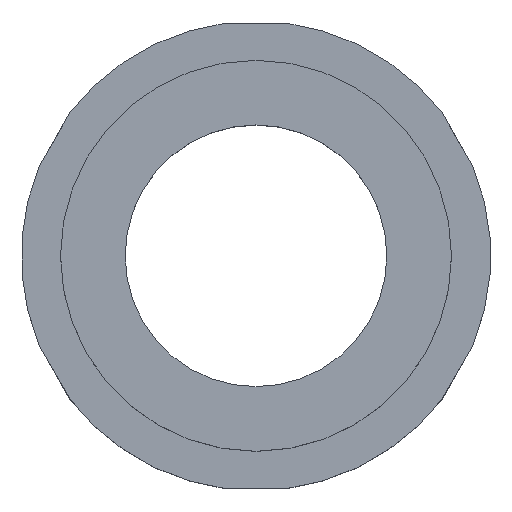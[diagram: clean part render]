
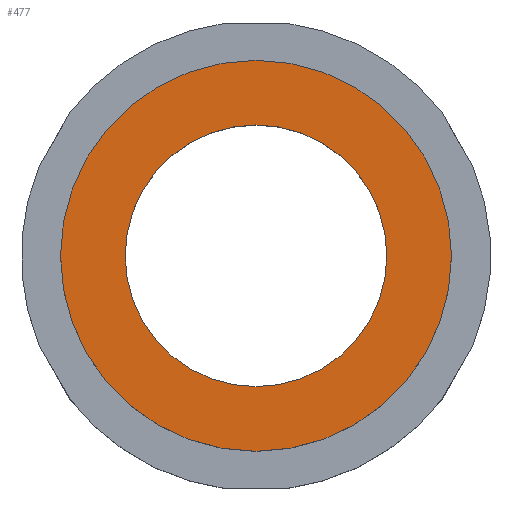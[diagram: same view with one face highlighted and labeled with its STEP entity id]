
A CAD part, top view. The second image highlights one B-rep face of the part: STEP entity #477.
In plain terms, the highlighted planar face has unit normal (0, 0, 1).
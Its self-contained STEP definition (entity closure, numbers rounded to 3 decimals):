
#55=FACE_BOUND('',#145,.T.);
#76=CIRCLE('',#542,12.7);
#79=CIRCLE('',#548,8.5);
#104=FACE_OUTER_BOUND('',#144,.T.);
#144=EDGE_LOOP('',(#441));
#145=EDGE_LOOP('',(#442));
#250=VERTEX_POINT('',#997);
#253=VERTEX_POINT('',#1008);
#310=EDGE_CURVE('',#250,#250,#76,.T.);
#315=EDGE_CURVE('',#253,#253,#79,.T.);
#441=ORIENTED_EDGE('',*,*,#310,.T.);
#442=ORIENTED_EDGE('',*,*,#315,.T.);
#452=PLANE('',#549);
#477=ADVANCED_FACE('',(#104,#55),#452,.T.);
#542=AXIS2_PLACEMENT_3D('',#998,#664,#665);
#548=AXIS2_PLACEMENT_3D('',#1009,#678,#679);
#549=AXIS2_PLACEMENT_3D('',#1011,#681,#682);
#664=DIRECTION('center_axis',(0.,0.,1.));
#665=DIRECTION('ref_axis',(-1.,0.,0.));
#678=DIRECTION('center_axis',(0.,0.,-1.));
#679=DIRECTION('ref_axis',(-1.,0.,0.));
#681=DIRECTION('center_axis',(0.,0.,1.));
#682=DIRECTION('ref_axis',(1.,0.,0.));
#997=CARTESIAN_POINT('',(12.7,0.,10.));
#998=CARTESIAN_POINT('Origin',(0.,0.,10.));
#1008=CARTESIAN_POINT('',(8.5,0.,10.));
#1009=CARTESIAN_POINT('Origin',(0.,0.,10.));
#1011=CARTESIAN_POINT('Origin',(0.,0.,10.));
